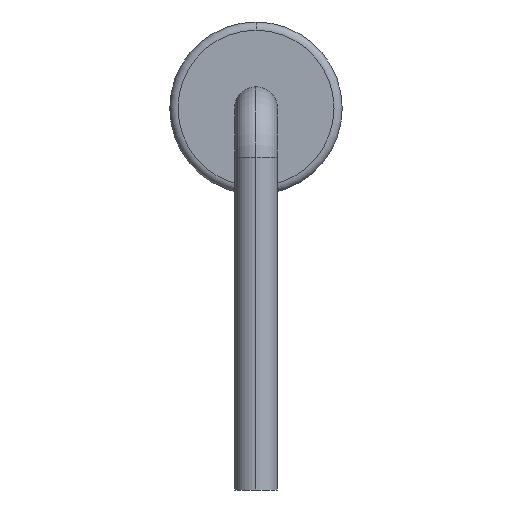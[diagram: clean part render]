
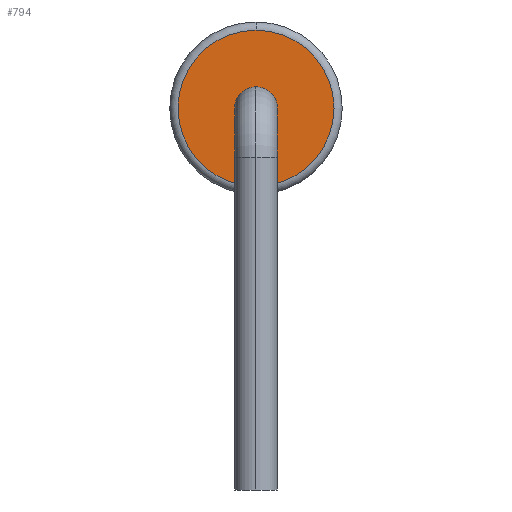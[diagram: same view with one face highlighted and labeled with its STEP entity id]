
A CAD part, left-side view. The second image highlights one B-rep face of the part: STEP entity #794.
In plain terms, the highlighted planar face has unit normal (-1, 0, 0).
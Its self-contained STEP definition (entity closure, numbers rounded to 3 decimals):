
#714=CARTESIAN_POINT('',(-1.8,0.0,2.0));
#715=VERTEX_POINT('',#714);
#723=CARTESIAN_POINT('',(-1.8,0.,0.1));
#724=VERTEX_POINT('',#723);
#725=CARTESIAN_POINT('',(-1.8,0.0,1.05));
#726=DIRECTION('',(1.0,0.0,0.0));
#727=DIRECTION('',(0.0,0.0,1.0));
#728=AXIS2_PLACEMENT_3D('',#725,#726,#727);
#729=CIRCLE('',#728,0.95);
#730=EDGE_CURVE('',#715,#724,#729,.T.);
#757=CARTESIAN_POINT('',(-1.8,0.0,1.05));
#758=DIRECTION('',(1.0,0.0,0.0));
#759=DIRECTION('',(0.0,0.0,1.0));
#760=AXIS2_PLACEMENT_3D('',#757,#758,#759);
#761=CIRCLE('',#760,0.95);
#762=EDGE_CURVE('',#724,#715,#761,.T.);
#785=CARTESIAN_POINT('',(-1.8,0.0,1.05));
#786=DIRECTION('',(-1.0,0.0,0.0));
#787=DIRECTION('',(0.0,0.0,1.0));
#788=AXIS2_PLACEMENT_3D('',#785,#786,#787);
#789=PLANE('',#788);
#790=ORIENTED_EDGE('',*,*,#762,.F.);
#791=ORIENTED_EDGE('',*,*,#730,.F.);
#792=EDGE_LOOP('',(#790,#791));
#793=FACE_OUTER_BOUND('',#792,.T.);
#794=ADVANCED_FACE('',(#793),#789,.T.);
